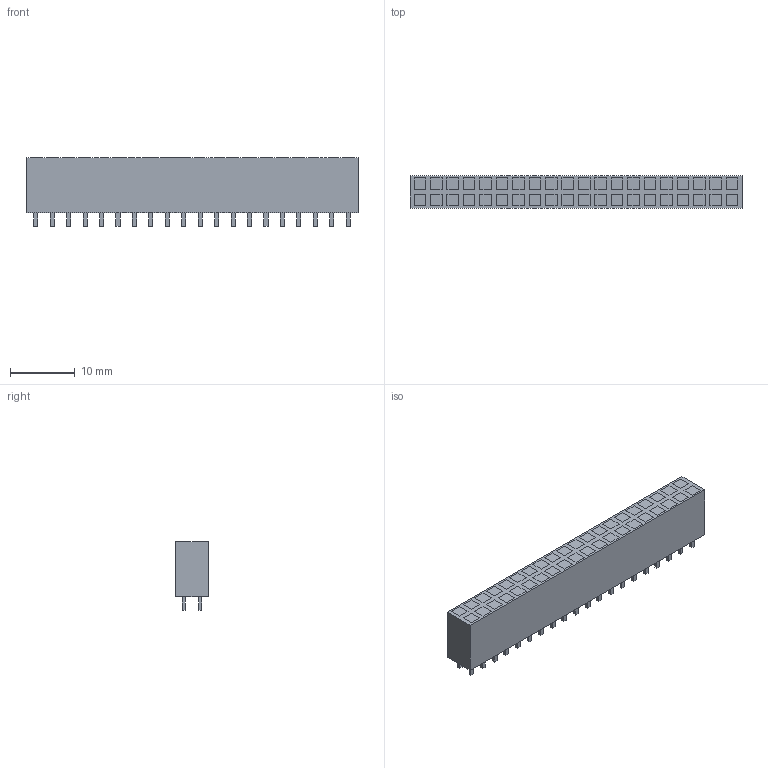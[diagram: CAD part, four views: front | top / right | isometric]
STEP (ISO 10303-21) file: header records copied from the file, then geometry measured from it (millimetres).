
FILE_DESCRIPTION (( 'STEP AP214' ), '1' );
FILE_NAME ('Buchsenleiste', '', ( '' ), ( '' ), 'STEP 3.0', 'TARGET 3001!', '' );
FILE_SCHEMA (( 'AUTOMOTIVE_DESIGN' ));
Length unit declared in the file: millimetre
Products named in the file (1): K1
Bounding box: 51.3 x 5 x 10.61 mm (x, y, z)
Volume: 2229 mm3; surface area: 1985 mm2
Topology: 81 solids, 81 shells, 486 faces, 972 edges, 648 vertices
Faces by surface type: plane 486
Entity records: 10466 total; most frequent: ORIENTED_EDGE 1944, DIRECTION 1460, VECTOR 972, LINE 972, EDGE_CURVE 972, CARTESIAN_POINT 649, VERTEX_POINT 648, AXIS2_PLACEMENT_3D 487
